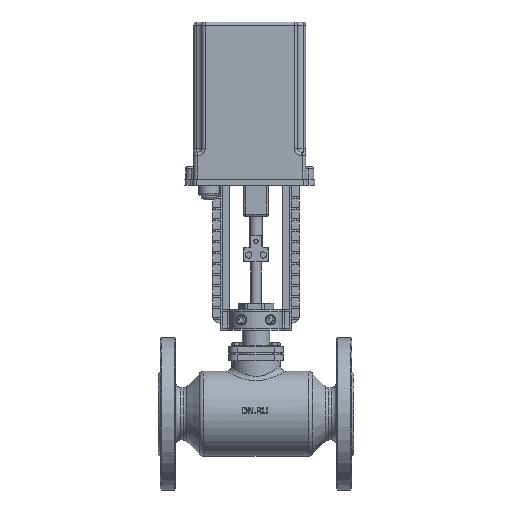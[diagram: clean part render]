
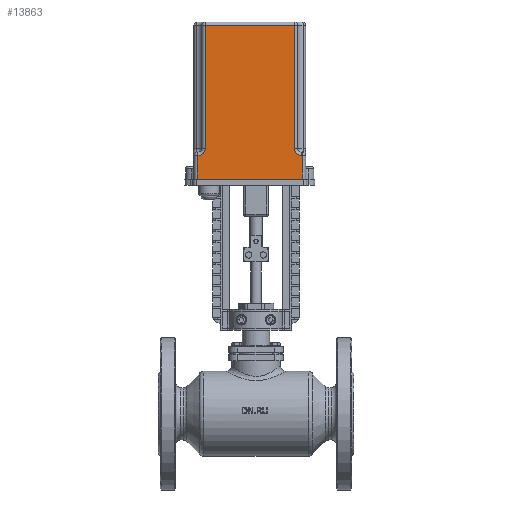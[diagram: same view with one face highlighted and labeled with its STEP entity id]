
A CAD part, top view. The second image highlights one B-rep face of the part: STEP entity #13863.
In plain terms, the highlighted planar face has unit normal (0, 0, 1).
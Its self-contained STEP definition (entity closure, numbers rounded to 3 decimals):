
#398=PLANE('',#15212);
#1108=FACE_OUTER_BOUND('',#1903,.T.);
#1903=EDGE_LOOP('',(#10976,#10977,#10978,#10979,#10980,#10981,#10982,#10983,
#10984,#10985));
#3280=LINE('',#22307,#4537);
#3627=LINE('',#23351,#4884);
#3629=LINE('',#23409,#4886);
#3632=LINE('',#23470,#4889);
#3633=LINE('',#23533,#4890);
#3637=LINE('',#23603,#4894);
#3658=LINE('',#23876,#4915);
#3660=LINE('',#23879,#4917);
#4537=VECTOR('',#17028,19.);
#4884=VECTOR('',#17889,19.);
#4886=VECTOR('',#17897,19.);
#4889=VECTOR('',#17922,19.);
#4890=VECTOR('',#17937,19.);
#4894=VECTOR('',#17983,19.);
#4915=VECTOR('',#18132,19.);
#4917=VECTOR('',#18136,19.);
#5406=B_SPLINE_CURVE_WITH_KNOTS('',3,(#23399,#23400,#23401,#23402,#23403,
#23404,#23405),.UNSPECIFIED.,.F.,.F.,(4,1,1,1,4),(-0.536,-0.46,
-0.306,-0.153,0.),.UNSPECIFIED.);
#5408=B_SPLINE_CURVE_WITH_KNOTS('',3,(#23508,#23509,#23510,#23511,#23512,
#23513,#23514),.UNSPECIFIED.,.F.,.F.,(4,1,1,1,4),(-0.536,-0.383,
-0.23,-0.153,0.),.UNSPECIFIED.);
#6039=VERTEX_POINT('',#22304);
#6040=VERTEX_POINT('',#22306);
#6374=VERTEX_POINT('',#23347);
#6377=VERTEX_POINT('',#23396);
#6378=VERTEX_POINT('',#23398);
#6383=VERTEX_POINT('',#23465);
#6384=VERTEX_POINT('',#23506);
#6385=VERTEX_POINT('',#23507);
#6388=VERTEX_POINT('',#23527);
#6396=VERTEX_POINT('',#23596);
#7498=EDGE_CURVE('',#6039,#6040,#3280,.T.);
#7990=EDGE_CURVE('',#6040,#6374,#3627,.T.);
#7993=EDGE_CURVE('',#6377,#6378,#5406,.T.);
#7996=EDGE_CURVE('',#6374,#6377,#3629,.T.);
#8007=EDGE_CURVE('',#6378,#6383,#3632,.T.);
#8008=EDGE_CURVE('',#6384,#6385,#5408,.T.);
#8015=EDGE_CURVE('',#6388,#6039,#3633,.T.);
#8033=EDGE_CURVE('',#6396,#6384,#3637,.T.);
#8098=EDGE_CURVE('',#6383,#6396,#3658,.T.);
#8100=EDGE_CURVE('',#6385,#6388,#3660,.T.);
#10976=ORIENTED_EDGE('',*,*,#7990,.F.);
#10977=ORIENTED_EDGE('',*,*,#7498,.F.);
#10978=ORIENTED_EDGE('',*,*,#8015,.F.);
#10979=ORIENTED_EDGE('',*,*,#8100,.F.);
#10980=ORIENTED_EDGE('',*,*,#8008,.F.);
#10981=ORIENTED_EDGE('',*,*,#8033,.F.);
#10982=ORIENTED_EDGE('',*,*,#8098,.F.);
#10983=ORIENTED_EDGE('',*,*,#8007,.F.);
#10984=ORIENTED_EDGE('',*,*,#7993,.F.);
#10985=ORIENTED_EDGE('',*,*,#7996,.F.);
#13863=ADVANCED_FACE('',(#1108),#398,.T.);
#15212=AXIS2_PLACEMENT_3D('',#23967,#18189,#18190);
#17028=DIRECTION('',(-1.,0.,0.));
#17889=DIRECTION('',(0.,1.,0.));
#17897=DIRECTION('',(1.,0.,0.));
#17922=DIRECTION('',(0.,1.,0.));
#17937=DIRECTION('',(0.,-1.,0.));
#17983=DIRECTION('',(0.,-1.,0.));
#18132=DIRECTION('',(1.,0.,0.));
#18136=DIRECTION('',(1.,0.,0.));
#18189=DIRECTION('center_axis',(0.,0.,1.));
#18190=DIRECTION('ref_axis',(1.,0.,0.));
#22304=CARTESIAN_POINT('',(38.042,88.3,61.4));
#22306=CARTESIAN_POINT('',(-58.478,88.3,61.4));
#22307=CARTESIAN_POINT('',(-35.868,88.3,61.4));
#23347=CARTESIAN_POINT('',(-58.478,109.96,61.4));
#23351=CARTESIAN_POINT('',(-58.478,88.3,61.4));
#23396=CARTESIAN_POINT('',(-58.12,109.96,61.4));
#23398=CARTESIAN_POINT('',(-51.322,116.04,61.4));
#23399=CARTESIAN_POINT('Ctrl Pts',(-58.12,109.96,61.4));
#23400=CARTESIAN_POINT('Ctrl Pts',(-57.634,109.96,61.4));
#23401=CARTESIAN_POINT('Ctrl Pts',(-56.179,110.056,61.4));
#23402=CARTESIAN_POINT('Ctrl Pts',(-53.851,110.924,61.4));
#23403=CARTESIAN_POINT('Ctrl Pts',(-51.818,113.131,61.4));
#23404=CARTESIAN_POINT('Ctrl Pts',(-51.322,115.07,61.4));
#23405=CARTESIAN_POINT('Ctrl Pts',(-51.322,116.04,61.4));
#23409=CARTESIAN_POINT('',(-35.868,109.96,61.4));
#23465=CARTESIAN_POINT('',(-51.322,229.66,61.4));
#23470=CARTESIAN_POINT('',(-51.322,113.,61.4));
#23506=CARTESIAN_POINT('',(30.885,116.04,61.4));
#23507=CARTESIAN_POINT('',(37.683,109.96,61.4));
#23508=CARTESIAN_POINT('Ctrl Pts',(30.885,116.04,61.4));
#23509=CARTESIAN_POINT('Ctrl Pts',(30.885,115.07,61.4));
#23510=CARTESIAN_POINT('Ctrl Pts',(31.382,113.13,61.4));
#23511=CARTESIAN_POINT('Ctrl Pts',(33.073,111.297,61.4));
#23512=CARTESIAN_POINT('Ctrl Pts',(35.246,110.178,61.4));
#23513=CARTESIAN_POINT('Ctrl Pts',(36.712,109.96,61.4));
#23514=CARTESIAN_POINT('Ctrl Pts',(37.683,109.96,61.4));
#23527=CARTESIAN_POINT('',(38.042,109.96,61.4));
#23533=CARTESIAN_POINT('',(38.042,88.3,61.4));
#23596=CARTESIAN_POINT('',(30.885,229.66,61.4));
#23603=CARTESIAN_POINT('',(30.885,113.,61.4));
#23876=CARTESIAN_POINT('',(-35.868,229.66,61.4));
#23879=CARTESIAN_POINT('',(-35.868,109.96,61.4));
#23967=CARTESIAN_POINT('Origin',(-61.518,88.3,61.4));
